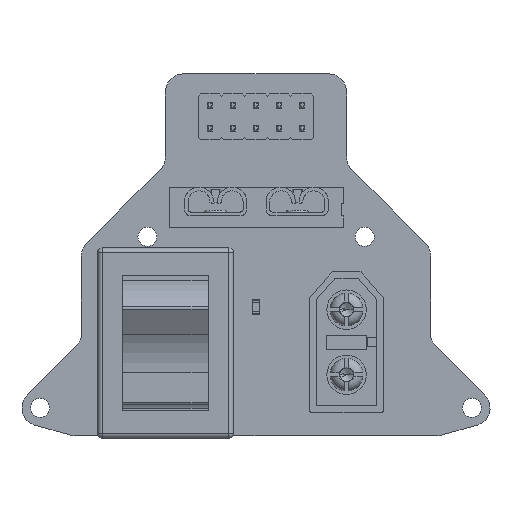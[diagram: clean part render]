
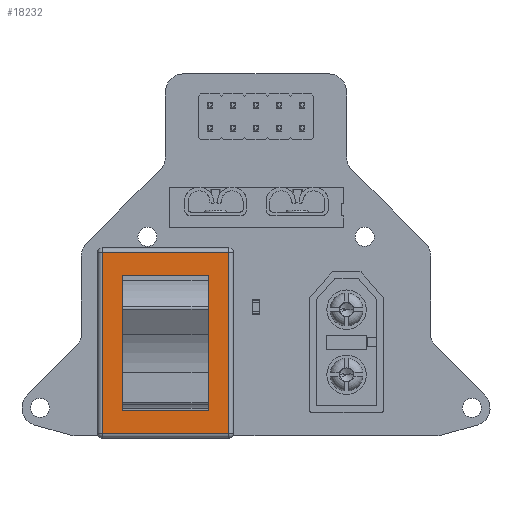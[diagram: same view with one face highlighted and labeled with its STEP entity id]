
A CAD part, top view. The second image highlights one B-rep face of the part: STEP entity #18232.
In plain terms, the highlighted face is planar.
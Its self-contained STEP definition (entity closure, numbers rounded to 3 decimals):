
#16416 = EDGE_CURVE('',#16417,#16419,#16421,.T.);
#16417 = VERTEX_POINT('',#16418);
#16418 = CARTESIAN_POINT('',(10.,0.,7.));
#16419 = VERTEX_POINT('',#16420);
#16420 = CARTESIAN_POINT('',(-10.,0.,7.));
#16421 = SURFACE_CURVE('',#16422,(#16426,#16438),.PCURVE_S1.);
#16422 = LINE('',#16423,#16424);
#16423 = CARTESIAN_POINT('',(10.5,0.,7.));
#16424 = VECTOR('',#16425,1.);
#16425 = DIRECTION('',(-1.,-0.,-0.));
#16426 = PCURVE('',#16427,#16432);
#16427 = CYLINDRICAL_SURFACE('',#16428,0.5);
#16428 = AXIS2_PLACEMENT_3D('',#16429,#16430,#16431);
#16429 = CARTESIAN_POINT('',(10.5,-0.5,7.));
#16430 = DIRECTION('',(1.,0.,0.));
#16431 = DIRECTION('',(0.,0.,1.));
#16432 = DEFINITIONAL_REPRESENTATION('',(#16433),#16437);
#16433 = LINE('',#16434,#16435);
#16434 = CARTESIAN_POINT('',(4.712,0.));
#16435 = VECTOR('',#16436,1.);
#16436 = DIRECTION('',(0.,-1.));
#16437 = ( GEOMETRIC_REPRESENTATION_CONTEXT(2) 
PARAMETRIC_REPRESENTATION_CONTEXT() REPRESENTATION_CONTEXT('2D SPACE',''
  ) );
#16438 = PCURVE('',#16439,#16444);
#16439 = PLANE('',#16440);
#16440 = AXIS2_PLACEMENT_3D('',#16441,#16442,#16443);
#16441 = CARTESIAN_POINT('',(10.,0.,7.5));
#16442 = DIRECTION('',(0.,-1.,0.));
#16443 = DIRECTION('',(0.,0.,-1.));
#16444 = DEFINITIONAL_REPRESENTATION('',(#16445),#16449);
#16445 = LINE('',#16446,#16447);
#16446 = CARTESIAN_POINT('',(0.5,0.5));
#16447 = VECTOR('',#16448,1.);
#16448 = DIRECTION('',(0.,-1.));
#16449 = ( GEOMETRIC_REPRESENTATION_CONTEXT(2) 
PARAMETRIC_REPRESENTATION_CONTEXT() REPRESENTATION_CONTEXT('2D SPACE',''
  ) );
#16588 = CYLINDRICAL_SURFACE('',#16589,0.5);
#16589 = AXIS2_PLACEMENT_3D('',#16590,#16591,#16592);
#16590 = CARTESIAN_POINT('',(10.5,-0.5,-7.));
#16591 = DIRECTION('',(1.,0.,0.));
#16592 = DIRECTION('',(0.,0.,1.));
#16608 = VERTEX_POINT('',#16609);
#16609 = CARTESIAN_POINT('',(-10.,0.,-7.));
#16658 = EDGE_CURVE('',#16659,#16608,#16661,.T.);
#16659 = VERTEX_POINT('',#16660);
#16660 = CARTESIAN_POINT('',(10.,0.,-7.));
#16661 = SURFACE_CURVE('',#16662,(#16666,#16673),.PCURVE_S1.);
#16662 = LINE('',#16663,#16664);
#16663 = CARTESIAN_POINT('',(10.5,0.,-7.));
#16664 = VECTOR('',#16665,1.);
#16665 = DIRECTION('',(-1.,-0.,-0.));
#16666 = PCURVE('',#16588,#16667);
#16667 = DEFINITIONAL_REPRESENTATION('',(#16668),#16672);
#16668 = LINE('',#16669,#16670);
#16669 = CARTESIAN_POINT('',(4.712,0.));
#16670 = VECTOR('',#16671,1.);
#16671 = DIRECTION('',(0.,-1.));
#16672 = ( GEOMETRIC_REPRESENTATION_CONTEXT(2) 
PARAMETRIC_REPRESENTATION_CONTEXT() REPRESENTATION_CONTEXT('2D SPACE',''
  ) );
#16673 = PCURVE('',#16439,#16674);
#16674 = DEFINITIONAL_REPRESENTATION('',(#16675),#16679);
#16675 = LINE('',#16676,#16677);
#16676 = CARTESIAN_POINT('',(14.5,0.5));
#16677 = VECTOR('',#16678,1.);
#16678 = DIRECTION('',(0.,-1.));
#16679 = ( GEOMETRIC_REPRESENTATION_CONTEXT(2) 
PARAMETRIC_REPRESENTATION_CONTEXT() REPRESENTATION_CONTEXT('2D SPACE',''
  ) );
#18232 = ADVANCED_FACE('',(#18233,#18347),#16439,.F.);
#18233 = FACE_BOUND('',#18234,.F.);
#18234 = EDGE_LOOP('',(#18235,#18265,#18293,#18321));
#18235 = ORIENTED_EDGE('',*,*,#18236,.T.);
#18236 = EDGE_CURVE('',#18237,#18239,#18241,.T.);
#18237 = VERTEX_POINT('',#18238);
#18238 = CARTESIAN_POINT('',(7.5,0.,-4.8));
#18239 = VERTEX_POINT('',#18240);
#18240 = CARTESIAN_POINT('',(-7.5,0.,-4.8));
#18241 = SURFACE_CURVE('',#18242,(#18246,#18253),.PCURVE_S1.);
#18242 = LINE('',#18243,#18244);
#18243 = CARTESIAN_POINT('',(7.5,0.,-4.8));
#18244 = VECTOR('',#18245,1.);
#18245 = DIRECTION('',(-1.,0.,0.));
#18246 = PCURVE('',#16439,#18247);
#18247 = DEFINITIONAL_REPRESENTATION('',(#18248),#18252);
#18248 = LINE('',#18249,#18250);
#18249 = CARTESIAN_POINT('',(12.3,-2.5));
#18250 = VECTOR('',#18251,1.);
#18251 = DIRECTION('',(0.,-1.));
#18252 = ( GEOMETRIC_REPRESENTATION_CONTEXT(2) 
PARAMETRIC_REPRESENTATION_CONTEXT() REPRESENTATION_CONTEXT('2D SPACE',''
  ) );
#18253 = PCURVE('',#18254,#18259);
#18254 = PLANE('',#18255);
#18255 = AXIS2_PLACEMENT_3D('',#18256,#18257,#18258);
#18256 = CARTESIAN_POINT('',(0.,0.,-4.8));
#18257 = DIRECTION('',(0.,0.,1.));
#18258 = DIRECTION('',(1.,0.,0.));
#18259 = DEFINITIONAL_REPRESENTATION('',(#18260),#18264);
#18260 = LINE('',#18261,#18262);
#18261 = CARTESIAN_POINT('',(7.5,0.));
#18262 = VECTOR('',#18263,1.);
#18263 = DIRECTION('',(-1.,0.));
#18264 = ( GEOMETRIC_REPRESENTATION_CONTEXT(2) 
PARAMETRIC_REPRESENTATION_CONTEXT() REPRESENTATION_CONTEXT('2D SPACE',''
  ) );
#18265 = ORIENTED_EDGE('',*,*,#18266,.F.);
#18266 = EDGE_CURVE('',#18267,#18239,#18269,.T.);
#18267 = VERTEX_POINT('',#18268);
#18268 = CARTESIAN_POINT('',(-7.5,0.,4.8));
#18269 = SURFACE_CURVE('',#18270,(#18274,#18281),.PCURVE_S1.);
#18270 = LINE('',#18271,#18272);
#18271 = CARTESIAN_POINT('',(-7.5,0.,4.8));
#18272 = VECTOR('',#18273,1.);
#18273 = DIRECTION('',(-0.,-0.,-1.));
#18274 = PCURVE('',#16439,#18275);
#18275 = DEFINITIONAL_REPRESENTATION('',(#18276),#18280);
#18276 = LINE('',#18277,#18278);
#18277 = CARTESIAN_POINT('',(2.7,-17.5));
#18278 = VECTOR('',#18279,1.);
#18279 = DIRECTION('',(1.,0.));
#18280 = ( GEOMETRIC_REPRESENTATION_CONTEXT(2) 
PARAMETRIC_REPRESENTATION_CONTEXT() REPRESENTATION_CONTEXT('2D SPACE',''
  ) );
#18281 = PCURVE('',#18282,#18287);
#18282 = PLANE('',#18283);
#18283 = AXIS2_PLACEMENT_3D('',#18284,#18285,#18286);
#18284 = CARTESIAN_POINT('',(-7.5,0.,4.8));
#18285 = DIRECTION('',(1.,0.,0.));
#18286 = DIRECTION('',(0.,0.,-1.));
#18287 = DEFINITIONAL_REPRESENTATION('',(#18288),#18292);
#18288 = LINE('',#18289,#18290);
#18289 = CARTESIAN_POINT('',(0.,0.));
#18290 = VECTOR('',#18291,1.);
#18291 = DIRECTION('',(1.,-0.));
#18292 = ( GEOMETRIC_REPRESENTATION_CONTEXT(2) 
PARAMETRIC_REPRESENTATION_CONTEXT() REPRESENTATION_CONTEXT('2D SPACE',''
  ) );
#18293 = ORIENTED_EDGE('',*,*,#18294,.F.);
#18294 = EDGE_CURVE('',#18295,#18267,#18297,.T.);
#18295 = VERTEX_POINT('',#18296);
#18296 = CARTESIAN_POINT('',(7.5,0.,4.8));
#18297 = SURFACE_CURVE('',#18298,(#18302,#18309),.PCURVE_S1.);
#18298 = LINE('',#18299,#18300);
#18299 = CARTESIAN_POINT('',(7.5,0.,4.8));
#18300 = VECTOR('',#18301,1.);
#18301 = DIRECTION('',(-1.,0.,0.));
#18302 = PCURVE('',#16439,#18303);
#18303 = DEFINITIONAL_REPRESENTATION('',(#18304),#18308);
#18304 = LINE('',#18305,#18306);
#18305 = CARTESIAN_POINT('',(2.7,-2.5));
#18306 = VECTOR('',#18307,1.);
#18307 = DIRECTION('',(0.,-1.));
#18308 = ( GEOMETRIC_REPRESENTATION_CONTEXT(2) 
PARAMETRIC_REPRESENTATION_CONTEXT() REPRESENTATION_CONTEXT('2D SPACE',''
  ) );
#18309 = PCURVE('',#18310,#18315);
#18310 = PLANE('',#18311);
#18311 = AXIS2_PLACEMENT_3D('',#18312,#18313,#18314);
#18312 = CARTESIAN_POINT('',(0.,0.,4.8));
#18313 = DIRECTION('',(0.,0.,1.));
#18314 = DIRECTION('',(1.,0.,0.));
#18315 = DEFINITIONAL_REPRESENTATION('',(#18316),#18320);
#18316 = LINE('',#18317,#18318);
#18317 = CARTESIAN_POINT('',(7.5,0.));
#18318 = VECTOR('',#18319,1.);
#18319 = DIRECTION('',(-1.,0.));
#18320 = ( GEOMETRIC_REPRESENTATION_CONTEXT(2) 
PARAMETRIC_REPRESENTATION_CONTEXT() REPRESENTATION_CONTEXT('2D SPACE',''
  ) );
#18321 = ORIENTED_EDGE('',*,*,#18322,.T.);
#18322 = EDGE_CURVE('',#18295,#18237,#18323,.T.);
#18323 = SURFACE_CURVE('',#18324,(#18328,#18335),.PCURVE_S1.);
#18324 = LINE('',#18325,#18326);
#18325 = CARTESIAN_POINT('',(7.5,0.,4.8));
#18326 = VECTOR('',#18327,1.);
#18327 = DIRECTION('',(-0.,-0.,-1.));
#18328 = PCURVE('',#16439,#18329);
#18329 = DEFINITIONAL_REPRESENTATION('',(#18330),#18334);
#18330 = LINE('',#18331,#18332);
#18331 = CARTESIAN_POINT('',(2.7,-2.5));
#18332 = VECTOR('',#18333,1.);
#18333 = DIRECTION('',(1.,0.));
#18334 = ( GEOMETRIC_REPRESENTATION_CONTEXT(2) 
PARAMETRIC_REPRESENTATION_CONTEXT() REPRESENTATION_CONTEXT('2D SPACE',''
  ) );
#18335 = PCURVE('',#18336,#18341);
#18336 = PLANE('',#18337);
#18337 = AXIS2_PLACEMENT_3D('',#18338,#18339,#18340);
#18338 = CARTESIAN_POINT('',(7.5,-5.75,4.8));
#18339 = DIRECTION('',(-1.,0.,0.));
#18340 = DIRECTION('',(0.,0.,1.));
#18341 = DEFINITIONAL_REPRESENTATION('',(#18342),#18346);
#18342 = LINE('',#18343,#18344);
#18343 = CARTESIAN_POINT('',(0.,5.75));
#18344 = VECTOR('',#18345,1.);
#18345 = DIRECTION('',(-1.,0.));
#18346 = ( GEOMETRIC_REPRESENTATION_CONTEXT(2) 
PARAMETRIC_REPRESENTATION_CONTEXT() REPRESENTATION_CONTEXT('2D SPACE',''
  ) );
#18347 = FACE_BOUND('',#18348,.T.);
#18348 = EDGE_LOOP('',(#18349,#18375,#18376,#18402));
#18349 = ORIENTED_EDGE('',*,*,#18350,.F.);
#18350 = EDGE_CURVE('',#16419,#16608,#18351,.T.);
#18351 = SURFACE_CURVE('',#18352,(#18356,#18363),.PCURVE_S1.);
#18352 = LINE('',#18353,#18354);
#18353 = CARTESIAN_POINT('',(-10.,0.,7.5));
#18354 = VECTOR('',#18355,1.);
#18355 = DIRECTION('',(-0.,-0.,-1.));
#18356 = PCURVE('',#16439,#18357);
#18357 = DEFINITIONAL_REPRESENTATION('',(#18358),#18362);
#18358 = LINE('',#18359,#18360);
#18359 = CARTESIAN_POINT('',(0.,-20.));
#18360 = VECTOR('',#18361,1.);
#18361 = DIRECTION('',(1.,0.));
#18362 = ( GEOMETRIC_REPRESENTATION_CONTEXT(2) 
PARAMETRIC_REPRESENTATION_CONTEXT() REPRESENTATION_CONTEXT('2D SPACE',''
  ) );
#18363 = PCURVE('',#18364,#18369);
#18364 = CYLINDRICAL_SURFACE('',#18365,0.5);
#18365 = AXIS2_PLACEMENT_3D('',#18366,#18367,#18368);
#18366 = CARTESIAN_POINT('',(-10.,-0.5,7.5));
#18367 = DIRECTION('',(0.,0.,1.));
#18368 = DIRECTION('',(-1.,0.,0.));
#18369 = DEFINITIONAL_REPRESENTATION('',(#18370),#18374);
#18370 = LINE('',#18371,#18372);
#18371 = CARTESIAN_POINT('',(4.712,0.));
#18372 = VECTOR('',#18373,1.);
#18373 = DIRECTION('',(0.,-1.));
#18374 = ( GEOMETRIC_REPRESENTATION_CONTEXT(2) 
PARAMETRIC_REPRESENTATION_CONTEXT() REPRESENTATION_CONTEXT('2D SPACE',''
  ) );
#18375 = ORIENTED_EDGE('',*,*,#16416,.F.);
#18376 = ORIENTED_EDGE('',*,*,#18377,.T.);
#18377 = EDGE_CURVE('',#16417,#16659,#18378,.T.);
#18378 = SURFACE_CURVE('',#18379,(#18383,#18390),.PCURVE_S1.);
#18379 = LINE('',#18380,#18381);
#18380 = CARTESIAN_POINT('',(10.,0.,7.5));
#18381 = VECTOR('',#18382,1.);
#18382 = DIRECTION('',(-0.,-0.,-1.));
#18383 = PCURVE('',#16439,#18384);
#18384 = DEFINITIONAL_REPRESENTATION('',(#18385),#18389);
#18385 = LINE('',#18386,#18387);
#18386 = CARTESIAN_POINT('',(0.,0.));
#18387 = VECTOR('',#18388,1.);
#18388 = DIRECTION('',(1.,0.));
#18389 = ( GEOMETRIC_REPRESENTATION_CONTEXT(2) 
PARAMETRIC_REPRESENTATION_CONTEXT() REPRESENTATION_CONTEXT('2D SPACE',''
  ) );
#18390 = PCURVE('',#18391,#18396);
#18391 = CYLINDRICAL_SURFACE('',#18392,0.5);
#18392 = AXIS2_PLACEMENT_3D('',#18393,#18394,#18395);
#18393 = CARTESIAN_POINT('',(10.,-0.5,7.5));
#18394 = DIRECTION('',(0.,0.,1.));
#18395 = DIRECTION('',(-1.,0.,0.));
#18396 = DEFINITIONAL_REPRESENTATION('',(#18397),#18401);
#18397 = LINE('',#18398,#18399);
#18398 = CARTESIAN_POINT('',(4.712,0.));
#18399 = VECTOR('',#18400,1.);
#18400 = DIRECTION('',(0.,-1.));
#18401 = ( GEOMETRIC_REPRESENTATION_CONTEXT(2) 
PARAMETRIC_REPRESENTATION_CONTEXT() REPRESENTATION_CONTEXT('2D SPACE',''
  ) );
#18402 = ORIENTED_EDGE('',*,*,#16658,.T.);
